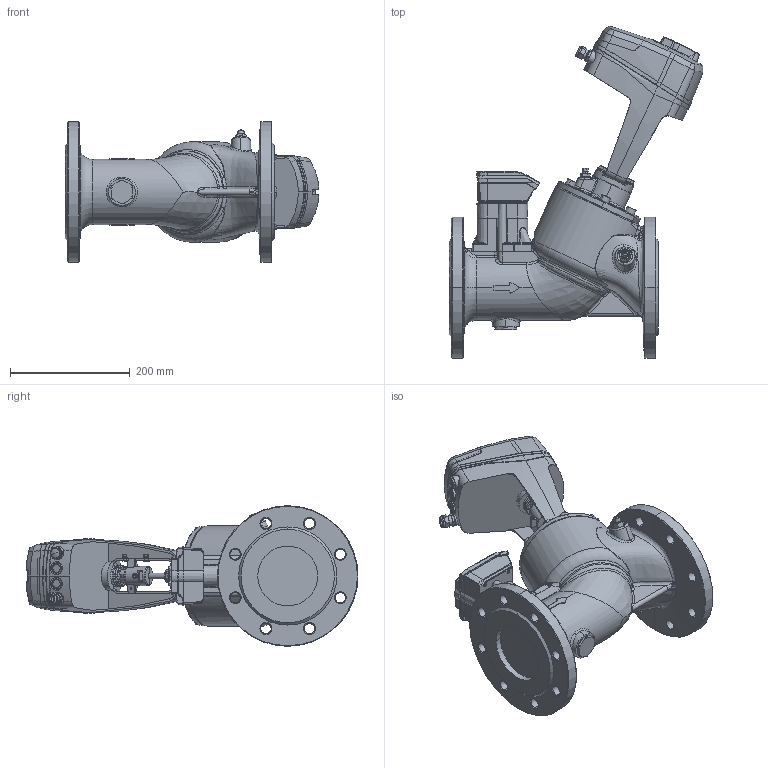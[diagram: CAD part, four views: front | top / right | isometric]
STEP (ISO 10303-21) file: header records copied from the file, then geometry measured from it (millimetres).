
FILE_DESCRIPTION (( 'STEP AP203' ), '1' );
FILE_NAME ('TA-Smart DN100 PN25.step', '2022-10-11T08:53:46', ( '' ), ( '' ), 'SwSTEP 2.0', 'SolidWorks 2019', '' );
FILE_SCHEMA (( 'CONFIG_CONTROL_DESIGN' ));
Length unit declared in the file: millimetre
Products named in the file (1): TA-Smart DN100 PN25
Bounding box: 424.57 x 555.02 x 235 mm (x, y, z)
Volume: 10118274.2 mm3; surface area: 801828.9 mm2
Topology: 41 solids, 42 shells, 2575 faces, 6216 edges, 3787 vertices
Faces by surface type: plane 725, cylinder 657, cone 535, bspline 334, torus 272, sphere 52
Entity records: 123118 total; most frequent: CARTESIAN_POINT 66031, ORIENTED_EDGE 12342, DIRECTION 11423, EDGE_CURVE 6171, AXIS2_PLACEMENT_3D 4545, VERTEX_POINT 3785, EDGE_LOOP 2788, ADVANCED_FACE 2575
